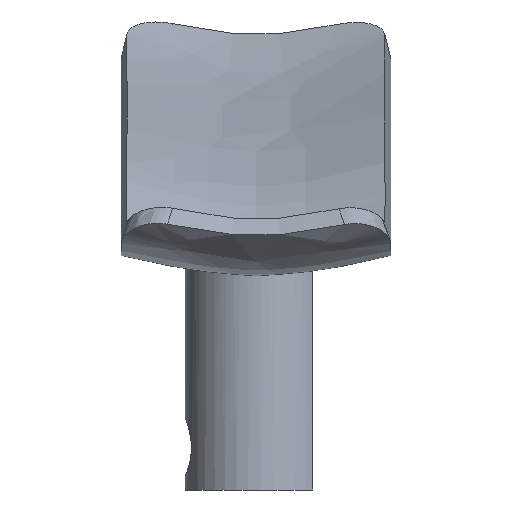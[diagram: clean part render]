
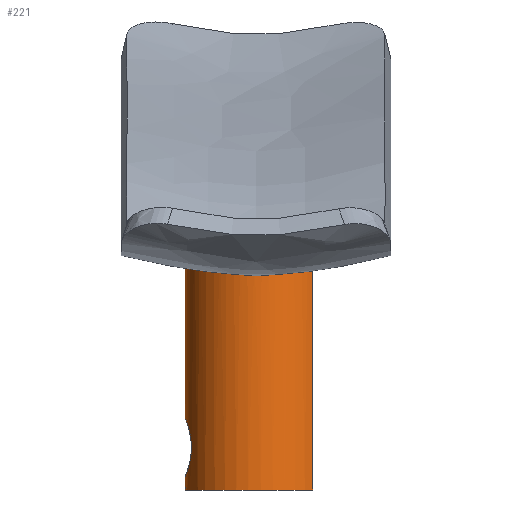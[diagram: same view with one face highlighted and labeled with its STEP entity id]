
A CAD part, left-side view. The second image highlights one B-rep face of the part: STEP entity #221.
In plain terms, the highlighted cylindrical face has radius 5 mm (diameter 10 mm), a partial arc.
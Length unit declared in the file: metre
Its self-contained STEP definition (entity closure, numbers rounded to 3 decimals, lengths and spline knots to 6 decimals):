
#18=CIRCLE('',#243,0.005);
#20=LINE('',#925,#23);
#21=LINE('',#927,#24);
#23=VECTOR('',#252,1.);
#24=VECTOR('',#253,1.);
#26=CYLINDRICAL_SURFACE('',#242,0.005);
#62=ORIENTED_EDGE('',*,*,#118,.T.);
#63=ORIENTED_EDGE('',*,*,#119,.F.);
#64=ORIENTED_EDGE('',*,*,#101,.F.);
#65=ORIENTED_EDGE('',*,*,#120,.T.);
#66=ORIENTED_EDGE('',*,*,#121,.T.);
#101=EDGE_CURVE('',#133,#132,#155,.T.);
#118=EDGE_CURVE('',#142,#142,#172,.T.);
#119=EDGE_CURVE('',#132,#143,#20,.T.);
#120=EDGE_CURVE('',#133,#144,#21,.T.);
#121=EDGE_CURVE('',#144,#143,#18,.T.);
#132=VERTEX_POINT('',#396);
#133=VERTEX_POINT('',#397);
#142=VERTEX_POINT('',#924);
#143=VERTEX_POINT('',#926);
#144=VERTEX_POINT('',#928);
#155=B_SPLINE_CURVE_WITH_KNOTS('',3,(#398,#399,#400,#401,#402,#403,#404,
#405,#406,#407,#408,#409,#410,#411),.UNSPECIFIED.,.F.,.F.,(4,1,1,1,1,1,
1,1,1,1,1,4),(0.,0.003246,0.006492,0.009739,
0.012985,0.016231,0.017854,0.019477,
0.0211,0.022723,0.024346,0.02597),
 .UNSPECIFIED.);
#172=B_SPLINE_CURVE_WITH_KNOTS('',3,(#913,#914,#915,#916,#917,#918,#919,
#920,#921,#922,#923),.UNSPECIFIED.,.T.,.F.,(1,1,1,1,1,1,1,1,1,1,1,1,1,1,
1),(-0.00492,-0.00328,-0.00164,0.,
0.00164,0.00328,0.00492,0.00656,
0.008199,0.009839,0.011479,0.013119,
0.014759,0.016399,0.018039),.UNSPECIFIED.);
#180=EDGE_LOOP('',(#62));
#181=EDGE_LOOP('',(#63,#64,#65,#66));
#198=FACE_BOUND('',#180,.T.);
#199=FACE_BOUND('',#181,.T.);
#221=ADVANCED_FACE('',(#198,#199),#26,.T.);
#242=AXIS2_PLACEMENT_3D('',#912,#250,#251);
#243=AXIS2_PLACEMENT_3D('',#929,#254,#255);
#250=DIRECTION('',(0.,0.,-1.));
#251=DIRECTION('',(-1.,0.,0.));
#252=DIRECTION('',(0.,0.,-1.));
#253=DIRECTION('',(0.,0.,-1.));
#254=DIRECTION('',(0.,0.,1.));
#255=DIRECTION('',(1.,0.,0.));
#396=CARTESIAN_POINT('',(0.033,-0.004,0.02061));
#397=CARTESIAN_POINT('',(0.039,-0.004,0.023172));
#398=CARTESIAN_POINT('',(0.039,-0.004,0.023172));
#399=CARTESIAN_POINT('',(0.039863,-0.003353,0.023374));
#400=CARTESIAN_POINT('',(0.041156,-0.001481,0.02352));
#401=CARTESIAN_POINT('',(0.041,0.001961,0.023533));
#402=CARTESIAN_POINT('',(0.038774,0.004581,0.023235));
#403=CARTESIAN_POINT('',(0.03559,0.005287,0.022173));
#404=CARTESIAN_POINT('',(0.033274,0.004381,0.020863));
#405=CARTESIAN_POINT('',(0.031901,0.002991,0.019871));
#406=CARTESIAN_POINT('',(0.03118,0.001619,0.01929));
#407=CARTESIAN_POINT('',(0.030908,-0.00001,0.019059));
#408=CARTESIAN_POINT('',(0.031186,-0.00164,0.019283));
#409=CARTESIAN_POINT('',(0.031919,-0.003015,0.019862));
#410=CARTESIAN_POINT('',(0.032612,-0.003709,0.020355));
#411=CARTESIAN_POINT('',(0.033,-0.004,0.02061));
#912=CARTESIAN_POINT('',(0.036,0.,0.035549));
#913=CARTESIAN_POINT('',(0.037626,0.004785,0.003374));
#914=CARTESIAN_POINT('',(0.0383,0.004431,0.005));
#915=CARTESIAN_POINT('',(0.037626,0.004785,0.006625));
#916=CARTESIAN_POINT('',(0.036004,0.005108,0.0073));
#917=CARTESIAN_POINT('',(0.034372,0.004785,0.006624));
#918=CARTESIAN_POINT('',(0.033701,0.004431,0.005004));
#919=CARTESIAN_POINT('',(0.034373,0.004785,0.003375));
#920=CARTESIAN_POINT('',(0.035998,0.005108,0.0027));
#921=CARTESIAN_POINT('',(0.037626,0.004785,0.003374));
#922=CARTESIAN_POINT('',(0.0383,0.004431,0.005));
#923=CARTESIAN_POINT('',(0.037626,0.004785,0.006625));
#924=CARTESIAN_POINT('',(0.038075,0.004549,0.005));
#925=CARTESIAN_POINT('',(0.033,-0.004,0.035549));
#926=CARTESIAN_POINT('',(0.033,-0.004,0.002));
#927=CARTESIAN_POINT('',(0.039,-0.004,0.035549));
#928=CARTESIAN_POINT('',(0.039,-0.004,0.002));
#929=CARTESIAN_POINT('',(0.036,0.,0.002));
